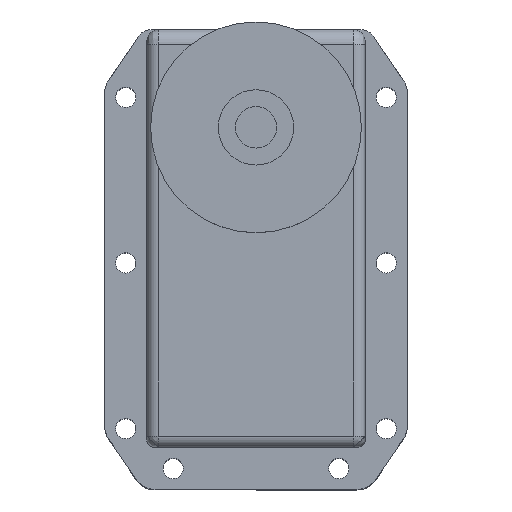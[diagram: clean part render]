
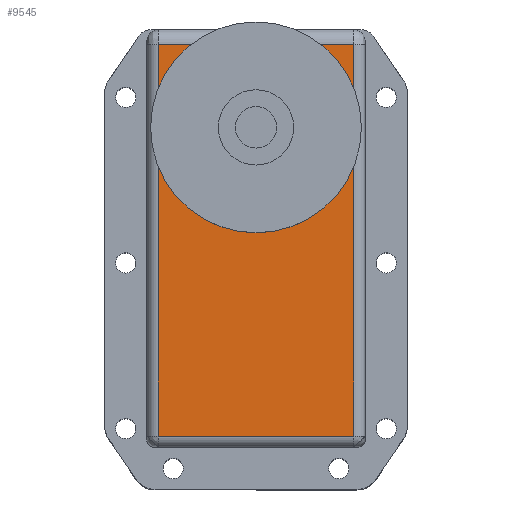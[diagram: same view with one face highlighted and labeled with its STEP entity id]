
A CAD part, top view. The second image highlights one B-rep face of the part: STEP entity #9545.
In plain terms, the highlighted planar face has unit normal (0, 0, 1).
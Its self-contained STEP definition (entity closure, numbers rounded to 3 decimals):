
#369 = EDGE_CURVE ( 'NONE', #7906, #9113, #2632, .T. ) ;
#747 = VERTEX_POINT ( 'NONE', #15346 ) ;
#748 = DIRECTION ( 'NONE',  ( 0., 0., -1. ) ) ;
#809 = EDGE_CURVE ( 'NONE', #909, #10614, #2060, .T. ) ;
#829 = FACE_OUTER_BOUND ( 'NONE', #9426, .T. ) ;
#864 = ORIENTED_EDGE ( 'NONE', *, *, #369, .T. ) ;
#909 = VERTEX_POINT ( 'NONE', #9636 ) ;
#1439 = CARTESIAN_POINT ( 'NONE',  ( -5.5, 0., 20.5 ) ) ;
#1552 = CARTESIAN_POINT ( 'NONE',  ( 13., -15., 20.5 ) ) ;
#2060 = LINE ( 'NONE', #3139, #7751 ) ;
#2632 = LINE ( 'NONE', #11976, #10570 ) ;
#3093 = VECTOR ( 'NONE', #13920, 1000. ) ;
#3139 = CARTESIAN_POINT ( 'NONE',  ( 0., 11., 20.5 ) ) ;
#3412 = DIRECTION ( 'NONE',  ( 1., 0., 0. ) ) ;
#4218 = EDGE_CURVE ( 'NONE', #10614, #7906, #4789, .T. ) ;
#4466 = DIRECTION ( 'NONE',  ( -1., 0., 0. ) ) ;
#4686 = CIRCLE ( 'NONE', #13099, 5.5 ) ;
#4768 = EDGE_CURVE ( 'NONE', #14812, #747, #7628, .T. ) ;
#4789 = LINE ( 'NONE', #6483, #5748 ) ;
#4900 = CARTESIAN_POINT ( 'NONE',  ( -13., 11., 20.5 ) ) ;
#4912 = PLANE ( 'NONE',  #8005 ) ;
#5255 = CARTESIAN_POINT ( 'NONE',  ( 0., 0., 20.5 ) ) ;
#5748 = VECTOR ( 'NONE', #7822, 1000. ) ;
#6006 = EDGE_LOOP ( 'NONE', ( #15023, #8631 ) ) ;
#6483 = CARTESIAN_POINT ( 'NONE',  ( -13., -15., 20.5 ) ) ;
#7628 = CIRCLE ( 'NONE', #11928, 5.5 ) ;
#7751 = VECTOR ( 'NONE', #4466, 1000. ) ;
#7822 = DIRECTION ( 'NONE',  ( 0., -1., 0. ) ) ;
#7906 = VERTEX_POINT ( 'NONE', #11594 ) ;
#8005 = AXIS2_PLACEMENT_3D ( 'NONE', #13360, #8415, #14581 ) ;
#8415 = DIRECTION ( 'NONE',  ( 0., 0., 1. ) ) ;
#8580 = CARTESIAN_POINT ( 'NONE',  ( 13., -41., 20.5 ) ) ;
#8631 = ORIENTED_EDGE ( 'NONE', *, *, #4768, .T. ) ;
#9113 = VERTEX_POINT ( 'NONE', #8580 ) ;
#9426 = EDGE_LOOP ( 'NONE', ( #12523, #864, #15154, #12043 ) ) ;
#9545 = ADVANCED_FACE ( 'NONE', ( #15018, #829 ), #4912, .T. ) ;
#9636 = CARTESIAN_POINT ( 'NONE',  ( 13., 11., 20.5 ) ) ;
#10570 = VECTOR ( 'NONE', #3412, 1000. ) ;
#10614 = VERTEX_POINT ( 'NONE', #4900 ) ;
#10710 = EDGE_CURVE ( 'NONE', #9113, #909, #14066, .T. ) ;
#11279 = DIRECTION ( 'NONE',  ( 1., 0., 0. ) ) ;
#11594 = CARTESIAN_POINT ( 'NONE',  ( -13., -41., 20.5 ) ) ;
#11695 = DIRECTION ( 'NONE',  ( 1., 0., 0. ) ) ;
#11780 = CARTESIAN_POINT ( 'NONE',  ( 0., 0., 20.5 ) ) ;
#11928 = AXIS2_PLACEMENT_3D ( 'NONE', #11780, #748, #11695 ) ;
#11976 = CARTESIAN_POINT ( 'NONE',  ( 0., -41., 20.5 ) ) ;
#12043 = ORIENTED_EDGE ( 'NONE', *, *, #809, .T. ) ;
#12523 = ORIENTED_EDGE ( 'NONE', *, *, #4218, .T. ) ;
#12580 = EDGE_CURVE ( 'NONE', #747, #14812, #4686, .T. ) ;
#13099 = AXIS2_PLACEMENT_3D ( 'NONE', #5255, #13772, #11279 ) ;
#13360 = CARTESIAN_POINT ( 'NONE',  ( -13., -41., 20.5 ) ) ;
#13772 = DIRECTION ( 'NONE',  ( 0., 0., -1. ) ) ;
#13920 = DIRECTION ( 'NONE',  ( 0., 1., 0. ) ) ;
#14066 = LINE ( 'NONE', #1552, #3093 ) ;
#14581 = DIRECTION ( 'NONE',  ( 1., 0., 0. ) ) ;
#14812 = VERTEX_POINT ( 'NONE', #1439 ) ;
#15018 = FACE_BOUND ( 'NONE', #6006, .T. ) ;
#15023 = ORIENTED_EDGE ( 'NONE', *, *, #12580, .T. ) ;
#15154 = ORIENTED_EDGE ( 'NONE', *, *, #10710, .T. ) ;
#15346 = CARTESIAN_POINT ( 'NONE',  ( 5.5, 0., 20.5 ) ) ;
